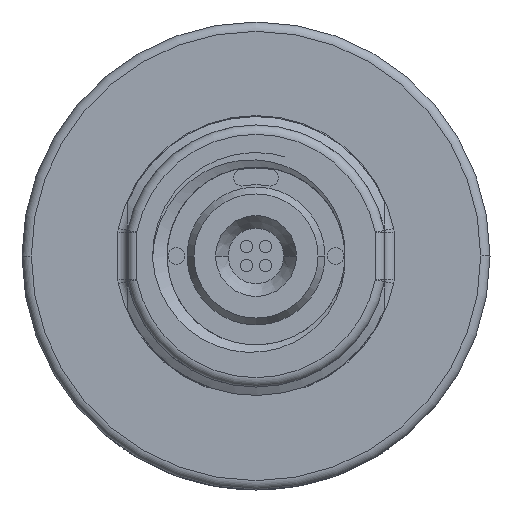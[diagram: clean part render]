
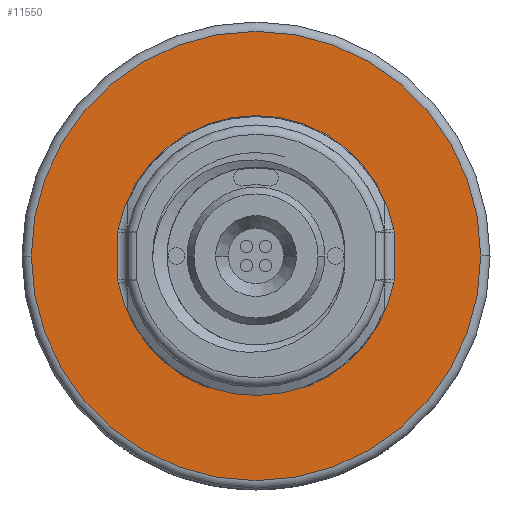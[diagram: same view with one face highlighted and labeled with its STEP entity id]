
A CAD part, front view. The second image highlights one B-rep face of the part: STEP entity #11550.
In plain terms, the highlighted planar face has unit normal (0, -1, 0).
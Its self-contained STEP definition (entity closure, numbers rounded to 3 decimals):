
#2403=CARTESIAN_POINT('',(0.,-3.,0.));
#2404=DIRECTION('',(0.,1.,0.));
#2405=DIRECTION('',(-1.,0.,0.));
#2406=AXIS2_PLACEMENT_3D('',#2403,#2404,#2405);
#2408=CARTESIAN_POINT('',(0.,-3.,0.));
#2409=DIRECTION('',(0.,1.,0.));
#2410=DIRECTION('',(1.,0.,0.));
#2411=AXIS2_PLACEMENT_3D('',#2408,#2409,#2410);
#2413=CARTESIAN_POINT('',(12.75,-3.,-2.537));
#2414=DIRECTION('',(0.,-1.,0.));
#2415=DIRECTION('',(0.981,0.,-0.195));
#2416=AXIS2_PLACEMENT_3D('',#2413,#2414,#2415);
#2418=DIRECTION('',(0.,0.,1.));
#2419=VECTOR('',#2418,5.074);
#2420=CARTESIAN_POINT('',(14.75,-3.,-2.537));
#2421=LINE('',#2420,#2419);
#2422=CARTESIAN_POINT('',(12.75,-3.,2.537));
#2423=DIRECTION('',(0.,-1.,0.));
#2424=DIRECTION('',(1.,0.,0.));
#2425=AXIS2_PLACEMENT_3D('',#2422,#2423,#2424);
#2427=CARTESIAN_POINT('',(0.,-3.,0.));
#2428=DIRECTION('',(0.,-1.,0.));
#2429=DIRECTION('',(0.981,0.,0.195));
#2430=AXIS2_PLACEMENT_3D('',#2427,#2428,#2429);
#2432=CARTESIAN_POINT('',(-12.75,-3.,2.537));
#2433=DIRECTION('',(0.,-1.,0.));
#2434=DIRECTION('',(-0.981,0.,0.195));
#2435=AXIS2_PLACEMENT_3D('',#2432,#2433,#2434);
#2437=DIRECTION('',(0.,0.,-1.));
#2438=VECTOR('',#2437,5.074);
#2439=CARTESIAN_POINT('',(-14.75,-3.,2.537));
#2440=LINE('',#2439,#2438);
#2441=CARTESIAN_POINT('',(-12.75,-3.,-2.537));
#2442=DIRECTION('',(0.,-1.,0.));
#2443=DIRECTION('',(-1.,0.,0.));
#2444=AXIS2_PLACEMENT_3D('',#2441,#2442,#2443);
#2446=CARTESIAN_POINT('',(0.,-3.,0.));
#2447=DIRECTION('',(0.,-1.,0.));
#2448=DIRECTION('',(-0.981,0.,-0.195));
#2449=AXIS2_PLACEMENT_3D('',#2446,#2447,#2448);
#2451=CARTESIAN_POINT('',(-4.888,-3.,-12.046));
#2452=DIRECTION('',(0.,-1.,0.));
#2453=DIRECTION('',(-0.376,0.,-0.927));
#2454=AXIS2_PLACEMENT_3D('',#2451,#2452,#2453);
#2456=CARTESIAN_POINT('',(0.,-3.,-19.));
#2457=DIRECTION('',(0.,1.,0.));
#2458=DIRECTION('',(-0.575,0.,0.818));
#2459=AXIS2_PLACEMENT_3D('',#2456,#2457,#2458);
#2461=CARTESIAN_POINT('',(4.888,-3.,-12.046));
#2462=DIRECTION('',(0.,-1.,0.));
#2463=DIRECTION('',(-0.575,0.,-0.818));
#2464=AXIS2_PLACEMENT_3D('',#2461,#2462,#2463);
#2466=CARTESIAN_POINT('',(0.,-3.,0.));
#2467=DIRECTION('',(0.,-1.,0.));
#2468=DIRECTION('',(0.376,0.,-0.927));
#2469=AXIS2_PLACEMENT_3D('',#2466,#2467,#2468);
#8864=CARTESIAN_POINT('',(-24.,-3.,0.));
#8865=CARTESIAN_POINT('',(24.,-3.,0.));
#8866=VERTEX_POINT('',#8864);
#8867=VERTEX_POINT('',#8865);
#9056=CARTESIAN_POINT('',(14.712,-3.,-2.928));
#9057=CARTESIAN_POINT('',(14.75,-3.,-2.537));
#9058=VERTEX_POINT('',#9056);
#9059=VERTEX_POINT('',#9057);
#9064=CARTESIAN_POINT('',(14.75,-3.,2.537));
#9065=VERTEX_POINT('',#9064);
#9066=CARTESIAN_POINT('',(14.712,-3.,2.928));
#9067=VERTEX_POINT('',#9066);
#9068=CARTESIAN_POINT('',(-14.712,-3.,2.928));
#9069=VERTEX_POINT('',#9068);
#9070=CARTESIAN_POINT('',(-14.75,-3.,2.537));
#9071=VERTEX_POINT('',#9070);
#9072=CARTESIAN_POINT('',(-14.75,-3.,-2.537));
#9073=VERTEX_POINT('',#9072);
#9076=CARTESIAN_POINT('',(-14.712,-3.,-2.928));
#9077=VERTEX_POINT('',#9076);
#9080=CARTESIAN_POINT('',(5.64,-3.,-13.899));
#9081=VERTEX_POINT('',#9080);
#9090=CARTESIAN_POINT('',(-5.64,-3.,-13.899));
#9091=VERTEX_POINT('',#9090);
#9169=CARTESIAN_POINT('',(3.738,-3.,-13.682));
#9170=VERTEX_POINT('',#9169);
#9173=CARTESIAN_POINT('',(-3.738,-3.,-13.682));
#9174=VERTEX_POINT('',#9173);
#11514=CARTESIAN_POINT('',(0.,-3.,0.));
#11515=DIRECTION('',(0.,-1.,0.));
#11516=DIRECTION('',(-1.,0.,0.));
#11517=AXIS2_PLACEMENT_3D('',#11514,#11515,#11516);
#11518=PLANE('',#11517);
#11520=ORIENTED_EDGE('',*,*,#11519,.T.);
#11522=ORIENTED_EDGE('',*,*,#11521,.T.);
#11523=EDGE_LOOP('',(#11520,#11522));
#11524=FACE_OUTER_BOUND('',#11523,.F.);
#11525=ORIENTED_EDGE('',*,*,#11504,.T.);
#11527=ORIENTED_EDGE('',*,*,#11526,.T.);
#11529=ORIENTED_EDGE('',*,*,#11528,.T.);
#11531=ORIENTED_EDGE('',*,*,#11530,.T.);
#11533=ORIENTED_EDGE('',*,*,#11532,.T.);
#11535=ORIENTED_EDGE('',*,*,#11534,.T.);
#11537=ORIENTED_EDGE('',*,*,#11536,.T.);
#11539=ORIENTED_EDGE('',*,*,#11538,.T.);
#11541=ORIENTED_EDGE('',*,*,#11540,.T.);
#11543=ORIENTED_EDGE('',*,*,#11542,.T.);
#11545=ORIENTED_EDGE('',*,*,#11544,.T.);
#11547=ORIENTED_EDGE('',*,*,#11546,.T.);
#11548=EDGE_LOOP('',(#11525,#11527,#11529,#11531,#11533,#11535,#11537,#11539,
#11541,#11543,#11545,#11547));
#11549=FACE_BOUND('',#11548,.F.);
#11550=ADVANCED_FACE('',(#11524,#11549),#11518,.T.);
#2407=CIRCLE('',#2406,24.);
#2412=CIRCLE('',#2411,24.);
#2417=CIRCLE('',#2416,2.);
#2426=CIRCLE('',#2425,2.);
#2431=CIRCLE('',#2430,15.);
#2436=CIRCLE('',#2435,2.);
#2445=CIRCLE('',#2444,2.);
#2450=CIRCLE('',#2449,15.);
#2455=CIRCLE('',#2454,2.);
#2460=CIRCLE('',#2459,6.5);
#2465=CIRCLE('',#2464,2.);
#2470=CIRCLE('',#2469,15.);
#11504=EDGE_CURVE('',#9058,#9059,#2417,.T.);
#11519=EDGE_CURVE('',#8866,#8867,#2407,.T.);
#11521=EDGE_CURVE('',#8867,#8866,#2412,.T.);
#11526=EDGE_CURVE('',#9059,#9065,#2421,.T.);
#11528=EDGE_CURVE('',#9065,#9067,#2426,.T.);
#11530=EDGE_CURVE('',#9067,#9069,#2431,.T.);
#11532=EDGE_CURVE('',#9069,#9071,#2436,.T.);
#11534=EDGE_CURVE('',#9071,#9073,#2440,.T.);
#11536=EDGE_CURVE('',#9073,#9077,#2445,.T.);
#11538=EDGE_CURVE('',#9077,#9091,#2450,.T.);
#11540=EDGE_CURVE('',#9091,#9174,#2455,.T.);
#11542=EDGE_CURVE('',#9174,#9170,#2460,.T.);
#11544=EDGE_CURVE('',#9170,#9081,#2465,.T.);
#11546=EDGE_CURVE('',#9081,#9058,#2470,.T.);
